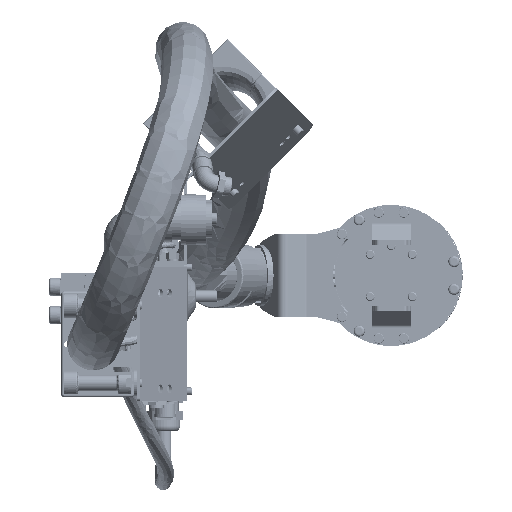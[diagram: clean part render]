
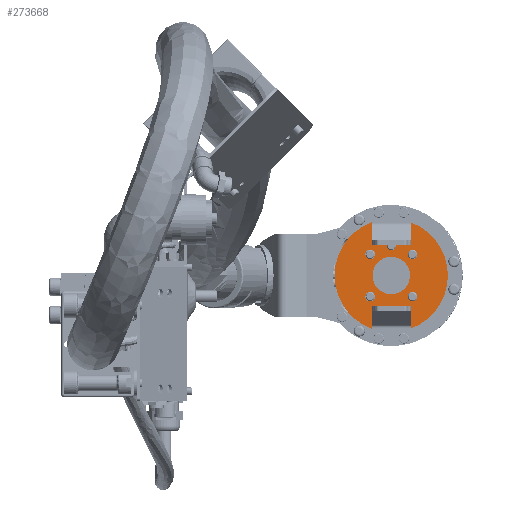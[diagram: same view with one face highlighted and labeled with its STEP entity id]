
A CAD part, left-side view. The second image highlights one B-rep face of the part: STEP entity #273668.
In plain terms, the highlighted planar face has unit normal (-1, 0, 0).
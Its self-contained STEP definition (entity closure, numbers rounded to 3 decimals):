
#8599 = FACE_BOUND ( 'NONE', #84095, .T. ) ;
#11218 = VERTEX_POINT ( 'NONE', #202299 ) ;
#12104 = CARTESIAN_POINT ( 'NONE',  ( 1133.679, 280.45, 1679.539 ) ) ;
#13520 = CARTESIAN_POINT ( 'NONE',  ( 1133.679, 280.45, 1641.589 ) ) ;
#16806 = CARTESIAN_POINT ( 'NONE',  ( 1133.679, 280.45, 1641.589 ) ) ;
#17503 = CIRCLE ( 'NONE', #126698, 3.2 ) ;
#20210 = DIRECTION ( 'NONE',  ( 0., 0., -1. ) ) ;
#22812 = DIRECTION ( 'NONE',  ( 1., 0., 0. ) ) ;
#24802 = CARTESIAN_POINT ( 'NONE',  ( 1133.679, 266.307, 1658.931 ) ) ;
#31927 = EDGE_LOOP ( 'NONE', ( #187842, #110287 ) ) ;
#32058 = CARTESIAN_POINT ( 'NONE',  ( 1133.679, 280.45, 1641.589 ) ) ;
#32376 = CARTESIAN_POINT ( 'NONE',  ( 1133.679, 294.592, 1655.731 ) ) ;
#33093 = CIRCLE ( 'NONE', #255829, 3.2 ) ;
#33508 = CARTESIAN_POINT ( 'NONE',  ( 1133.679, 280.45, 1654.139 ) ) ;
#34927 = DIRECTION ( 'NONE',  ( 0., 0., -1. ) ) ;
#35436 = EDGE_CURVE ( 'NONE', #87852, #64885, #104894, .T. ) ;
#36207 = AXIS2_PLACEMENT_3D ( 'NONE', #32376, #181837, #53867 ) ;
#36836 = VERTEX_POINT ( 'NONE', #24802 ) ;
#38237 = DIRECTION ( 'NONE',  ( 1., 0., 0. ) ) ;
#39053 = DIRECTION ( 'NONE',  ( 1., 0., 0. ) ) ;
#39826 = EDGE_CURVE ( 'NONE', #110346, #261308, #113825, .T. ) ;
#41629 = DIRECTION ( 'NONE',  ( 1., 0., 0. ) ) ;
#43566 = VERTEX_POINT ( 'NONE', #88902 ) ;
#44538 = EDGE_CURVE ( 'NONE', #187078, #243966, #105626, .T. ) ;
#47688 = CARTESIAN_POINT ( 'NONE',  ( 1133.679, 280.45, 1629.039 ) ) ;
#47932 = EDGE_LOOP ( 'NONE', ( #123885, #106433 ) ) ;
#53541 = DIRECTION ( 'NONE',  ( 0., 0., -1. ) ) ;
#53867 = DIRECTION ( 'NONE',  ( 0., 0., -1. ) ) ;
#58733 = ORIENTED_EDGE ( 'NONE', *, *, #44538, .T. ) ;
#60681 = CIRCLE ( 'NONE', #87004, 3.1 ) ;
#62673 = DIRECTION ( 'NONE',  ( 1., 0., 0. ) ) ;
#64885 = VERTEX_POINT ( 'NONE', #47688 ) ;
#65324 = FACE_OUTER_BOUND ( 'NONE', #31927, .T. ) ;
#70790 = DIRECTION ( 'NONE',  ( 1., 0., 0. ) ) ;
#72007 = FACE_BOUND ( 'NONE', #234946, .T. ) ;
#72607 = VERTEX_POINT ( 'NONE', #274969 ) ;
#74113 = CARTESIAN_POINT ( 'NONE',  ( 1133.679, 294.592, 1658.931 ) ) ;
#74581 = ORIENTED_EDGE ( 'NONE', *, *, #154772, .T. ) ;
#74588 = DIRECTION ( 'NONE',  ( 1., 0., 0. ) ) ;
#84095 = EDGE_LOOP ( 'NONE', ( #253533, #74581 ) ) ;
#86086 = EDGE_LOOP ( 'NONE', ( #58733, #238691 ) ) ;
#87004 = AXIS2_PLACEMENT_3D ( 'NONE', #190672, #62673, #212030 ) ;
#87852 = VERTEX_POINT ( 'NONE', #33508 ) ;
#88046 = DIRECTION ( 'NONE',  ( 1., 0., 0. ) ) ;
#88491 = AXIS2_PLACEMENT_3D ( 'NONE', #238239, #110463, #259753 ) ;
#88902 = CARTESIAN_POINT ( 'NONE',  ( 1133.679, 280.45, 1664.689 ) ) ;
#89656 = CIRCLE ( 'NONE', #191758, 12.55 ) ;
#90747 = AXIS2_PLACEMENT_3D ( 'NONE', #167007, #39053, #188505 ) ;
#95643 = EDGE_CURVE ( 'NONE', #261308, #110346, #131602, .T. ) ;
#97900 = EDGE_CURVE ( 'NONE', #169430, #267700, #102469, .T. ) ;
#99008 = ORIENTED_EDGE ( 'NONE', *, *, #149612, .T. ) ;
#102469 = CIRCLE ( 'NONE', #90747, 3.2 ) ;
#104786 = EDGE_CURVE ( 'NONE', #267700, #169430, #106746, .T. ) ;
#104894 = CIRCLE ( 'NONE', #210497, 12.55 ) ;
#105626 = CIRCLE ( 'NONE', #36207, 3.2 ) ;
#106433 = ORIENTED_EDGE ( 'NONE', *, *, #209645, .T. ) ;
#106732 = EDGE_CURVE ( 'NONE', #72607, #245713, #162961, .T. ) ;
#106746 = CIRCLE ( 'NONE', #88491, 3.2 ) ;
#107186 = CARTESIAN_POINT ( 'NONE',  ( 1133.679, 266.307, 1627.447 ) ) ;
#108150 = CIRCLE ( 'NONE', #145485, 3.2 ) ;
#109805 = ORIENTED_EDGE ( 'NONE', *, *, #183423, .T. ) ;
#110287 = ORIENTED_EDGE ( 'NONE', *, *, #95643, .F. ) ;
#110346 = VERTEX_POINT ( 'NONE', #12104 ) ;
#110421 = CARTESIAN_POINT ( 'NONE',  ( 1133.679, 294.592, 1655.731 ) ) ;
#110463 = DIRECTION ( 'NONE',  ( 1., 0., 0. ) ) ;
#111806 = EDGE_CURVE ( 'NONE', #186057, #36836, #186497, .T. ) ;
#113825 = CIRCLE ( 'NONE', #257501, 37.95 ) ;
#118291 = ORIENTED_EDGE ( 'NONE', *, *, #106732, .T. ) ;
#122096 = FACE_BOUND ( 'NONE', #47932, .T. ) ;
#123885 = ORIENTED_EDGE ( 'NONE', *, *, #209068, .T. ) ;
#126698 = AXIS2_PLACEMENT_3D ( 'NONE', #169600, #41629, #191106 ) ;
#128663 = DIRECTION ( 'NONE',  ( 0., 0., -1. ) ) ;
#128850 = FACE_BOUND ( 'NONE', #133844, .T. ) ;
#131602 = CIRCLE ( 'NONE', #260405, 37.95 ) ;
#131889 = DIRECTION ( 'NONE',  ( 0., 0., -1. ) ) ;
#133520 = EDGE_LOOP ( 'NONE', ( #221770, #99008 ) ) ;
#133844 = EDGE_LOOP ( 'NONE', ( #109805, #118291 ) ) ;
#134693 = ORIENTED_EDGE ( 'NONE', *, *, #97900, .T. ) ;
#138387 = CARTESIAN_POINT ( 'NONE',  ( 1133.679, 266.307, 1652.531 ) ) ;
#144732 = PLANE ( 'NONE',  #264607 ) ;
#145485 = AXIS2_PLACEMENT_3D ( 'NONE', #110421, #259718, #131889 ) ;
#148112 = DIRECTION ( 'NONE',  ( 1., 0., 0. ) ) ;
#149612 = EDGE_CURVE ( 'NONE', #36836, #186057, #17503, .T. ) ;
#150736 = CARTESIAN_POINT ( 'NONE',  ( 1133.679, 266.307, 1655.731 ) ) ;
#154772 = EDGE_CURVE ( 'NONE', #64885, #87852, #89656, .T. ) ;
#157069 = EDGE_CURVE ( 'NONE', #243966, #187078, #108150, .T. ) ;
#162852 = DIRECTION ( 'NONE',  ( 1., 0., 0. ) ) ;
#162961 = CIRCLE ( 'NONE', #181759, 3.2 ) ;
#167007 = CARTESIAN_POINT ( 'NONE',  ( 1133.679, 294.592, 1627.447 ) ) ;
#169430 = VERTEX_POINT ( 'NONE', #235762 ) ;
#169600 = CARTESIAN_POINT ( 'NONE',  ( 1133.679, 266.307, 1655.731 ) ) ;
#172275 = DIRECTION ( 'NONE',  ( 0., 0., -1. ) ) ;
#178996 = FACE_BOUND ( 'NONE', #86086, .T. ) ;
#181512 = DIRECTION ( 'NONE',  ( 1., 0., 0. ) ) ;
#181759 = AXIS2_PLACEMENT_3D ( 'NONE', #198739, #70790, #220190 ) ;
#181837 = DIRECTION ( 'NONE',  ( 1., 0., 0. ) ) ;
#183423 = EDGE_CURVE ( 'NONE', #245713, #72607, #33093, .T. ) ;
#186057 = VERTEX_POINT ( 'NONE', #138387 ) ;
#186497 = CIRCLE ( 'NONE', #275280, 3.2 ) ;
#187078 = VERTEX_POINT ( 'NONE', #188477 ) ;
#187717 = DIRECTION ( 'NONE',  ( 0., 0., -1. ) ) ;
#187842 = ORIENTED_EDGE ( 'NONE', *, *, #39826, .F. ) ;
#188477 = CARTESIAN_POINT ( 'NONE',  ( 1133.679, 294.592, 1652.531 ) ) ;
#188505 = DIRECTION ( 'NONE',  ( 0., 0., -1. ) ) ;
#190672 = CARTESIAN_POINT ( 'NONE',  ( 1133.679, 280.45, 1661.589 ) ) ;
#191106 = DIRECTION ( 'NONE',  ( 0., 0., -1. ) ) ;
#191758 = AXIS2_PLACEMENT_3D ( 'NONE', #32058, #181512, #53541 ) ;
#198739 = CARTESIAN_POINT ( 'NONE',  ( 1133.679, 266.307, 1627.447 ) ) ;
#202299 = CARTESIAN_POINT ( 'NONE',  ( 1133.679, 280.45, 1658.489 ) ) ;
#202530 = CARTESIAN_POINT ( 'NONE',  ( 1133.679, 280.45, 1661.589 ) ) ;
#206710 = CARTESIAN_POINT ( 'NONE',  ( 1133.679, 280.45, 1603.639 ) ) ;
#209068 = EDGE_CURVE ( 'NONE', #11218, #43566, #60681, .T. ) ;
#209645 = EDGE_CURVE ( 'NONE', #43566, #11218, #214258, .T. ) ;
#210497 = AXIS2_PLACEMENT_3D ( 'NONE', #215952, #88046, #237357 ) ;
#212030 = DIRECTION ( 'NONE',  ( 0., 0., -1. ) ) ;
#214001 = CARTESIAN_POINT ( 'NONE',  ( 1133.679, 266.307, 1624.247 ) ) ;
#214258 = CIRCLE ( 'NONE', #253341, 3.1 ) ;
#214864 = CARTESIAN_POINT ( 'NONE',  ( 1133.679, 294.592, 1624.247 ) ) ;
#215952 = CARTESIAN_POINT ( 'NONE',  ( 1133.679, 280.45, 1641.589 ) ) ;
#220190 = DIRECTION ( 'NONE',  ( 0., 0., -1. ) ) ;
#221770 = ORIENTED_EDGE ( 'NONE', *, *, #111806, .T. ) ;
#223994 = DIRECTION ( 'NONE',  ( 0., 0., -1. ) ) ;
#234946 = EDGE_LOOP ( 'NONE', ( #259283, #134693 ) ) ;
#235653 = FACE_BOUND ( 'NONE', #133520, .T. ) ;
#235762 = CARTESIAN_POINT ( 'NONE',  ( 1133.679, 294.592, 1630.647 ) ) ;
#237357 = DIRECTION ( 'NONE',  ( 0., 0., -1. ) ) ;
#238239 = CARTESIAN_POINT ( 'NONE',  ( 1133.679, 294.592, 1627.447 ) ) ;
#238691 = ORIENTED_EDGE ( 'NONE', *, *, #157069, .T. ) ;
#243966 = VERTEX_POINT ( 'NONE', #74113 ) ;
#245713 = VERTEX_POINT ( 'NONE', #214001 ) ;
#253341 = AXIS2_PLACEMENT_3D ( 'NONE', #202530, #74588, #223994 ) ;
#253533 = ORIENTED_EDGE ( 'NONE', *, *, #35436, .T. ) ;
#255829 = AXIS2_PLACEMENT_3D ( 'NONE', #107186, #256493, #128663 ) ;
#256493 = DIRECTION ( 'NONE',  ( 1., 0., 0. ) ) ;
#257501 = AXIS2_PLACEMENT_3D ( 'NONE', #275991, #148112, #20210 ) ;
#259283 = ORIENTED_EDGE ( 'NONE', *, *, #104786, .T. ) ;
#259718 = DIRECTION ( 'NONE',  ( 1., 0., 0. ) ) ;
#259753 = DIRECTION ( 'NONE',  ( 0., 0., -1. ) ) ;
#260405 = AXIS2_PLACEMENT_3D ( 'NONE', #13520, #162852, #34927 ) ;
#261308 = VERTEX_POINT ( 'NONE', #206710 ) ;
#264607 = AXIS2_PLACEMENT_3D ( 'NONE', #16806, #38237, #187717 ) ;
#267700 = VERTEX_POINT ( 'NONE', #214864 ) ;
#273668 = ADVANCED_FACE ( 'NONE', ( #178996, #72007, #128850, #235653, #122096, #65324, #8599 ), #144732, .F. ) ;
#274969 = CARTESIAN_POINT ( 'NONE',  ( 1133.679, 266.307, 1630.647 ) ) ;
#275280 = AXIS2_PLACEMENT_3D ( 'NONE', #150736, #22812, #172275 ) ;
#275991 = CARTESIAN_POINT ( 'NONE',  ( 1133.679, 280.45, 1641.589 ) ) ;
